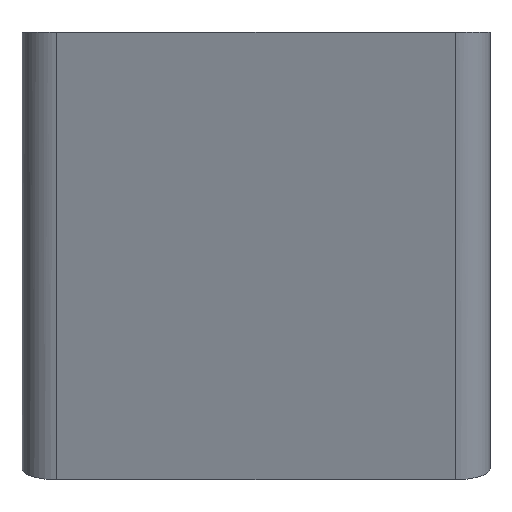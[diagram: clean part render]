
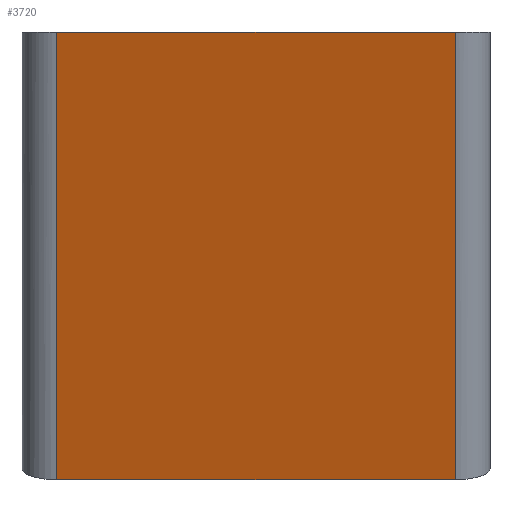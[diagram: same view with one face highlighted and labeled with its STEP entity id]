
A CAD part, front view. The second image highlights one B-rep face of the part: STEP entity #3720.
In plain terms, the highlighted planar face has unit normal (0, -0.951, -0.309).
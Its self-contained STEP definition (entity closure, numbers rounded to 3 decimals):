
#189=PLANE('',#3928);
#255=FACE_OUTER_BOUND('',#447,.T.);
#447=EDGE_LOOP('',(#2500,#2501,#2502,#2503));
#796=LINE('',#5607,#1054);
#798=LINE('',#5613,#1056);
#799=LINE('',#5615,#1057);
#800=LINE('',#5616,#1058);
#1054=VECTOR('',#4403,10.);
#1056=VECTOR('',#4409,10.);
#1057=VECTOR('',#4410,10.);
#1058=VECTOR('',#4411,10.);
#1587=VERTEX_POINT('',#5604);
#1588=VERTEX_POINT('',#5606);
#1590=VERTEX_POINT('',#5612);
#1591=VERTEX_POINT('',#5614);
#1945=EDGE_CURVE('',#1587,#1588,#796,.T.);
#1948=EDGE_CURVE('',#1590,#1587,#798,.T.);
#1949=EDGE_CURVE('',#1591,#1590,#799,.T.);
#1950=EDGE_CURVE('',#1591,#1588,#800,.T.);
#2500=ORIENTED_EDGE('',*,*,#1945,.F.);
#2501=ORIENTED_EDGE('',*,*,#1948,.F.);
#2502=ORIENTED_EDGE('',*,*,#1949,.F.);
#2503=ORIENTED_EDGE('',*,*,#1950,.T.);
#3720=ADVANCED_FACE('',(#255),#189,.T.);
#3928=AXIS2_PLACEMENT_3D('',#5611,#4407,#4408);
#4403=DIRECTION('',(0.,-0.309,0.951));
#4407=DIRECTION('center_axis',(0.,-0.951,-0.309));
#4408=DIRECTION('ref_axis',(0.,-0.309,0.951));
#4409=DIRECTION('',(-1.,0.,0.));
#4410=DIRECTION('',(0.,0.309,-0.951));
#4411=DIRECTION('',(-1.,0.,0.));
#5604=CARTESIAN_POINT('',(-49.72,3.956,-51.357));
#5606=CARTESIAN_POINT('',(-49.72,-12.73,0.));
#5607=CARTESIAN_POINT('',(-49.72,3.805,-50.891));
#5611=CARTESIAN_POINT('Origin',(0.,3.956,-51.357));
#5612=CARTESIAN_POINT('',(-4.,3.956,-51.357));
#5613=CARTESIAN_POINT('',(0.,3.956,-51.357));
#5614=CARTESIAN_POINT('',(-4.,-12.73,0.));
#5615=CARTESIAN_POINT('',(-4.,0.379,-40.348));
#5616=CARTESIAN_POINT('',(0.,-12.73,0.));
